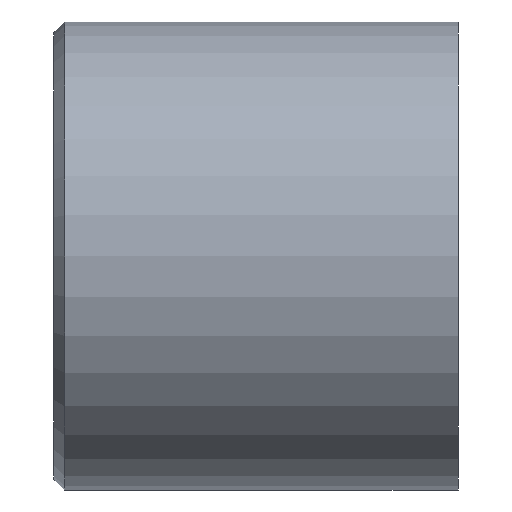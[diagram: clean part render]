
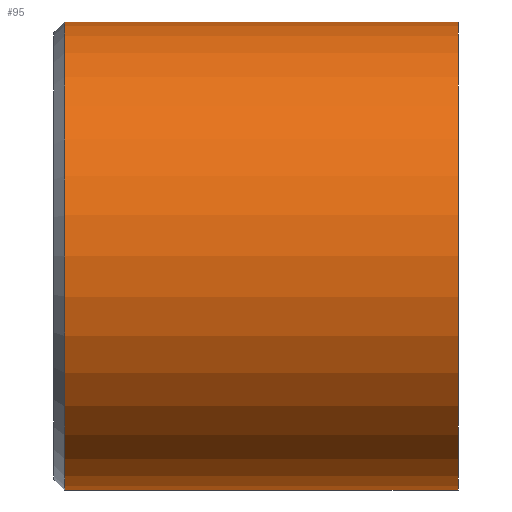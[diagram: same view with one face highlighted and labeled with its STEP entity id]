
A CAD part, front view. The second image highlights one B-rep face of the part: STEP entity #95.
In plain terms, the highlighted cylindrical face has radius 11 mm (diameter 22 mm), a partial arc.
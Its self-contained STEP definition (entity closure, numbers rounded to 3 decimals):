
#2 = VERTEX_POINT ( 'NONE', #165 ) ;
#16 = EDGE_CURVE ( 'NONE', #2, #250, #74, .T. ) ;
#27 = LINE ( 'NONE', #216, #106 ) ;
#44 = ORIENTED_EDGE ( 'NONE', *, *, #16, .T. ) ;
#62 = EDGE_CURVE ( 'NONE', #65, #250, #27, .T. ) ;
#65 = VERTEX_POINT ( 'NONE', #256 ) ;
#67 = AXIS2_PLACEMENT_3D ( 'NONE', #284, #75, #98 ) ;
#74 = CIRCLE ( 'NONE', #111, 11. ) ;
#75 = DIRECTION ( 'NONE',  ( 1., 0., 0. ) ) ;
#76 = FACE_OUTER_BOUND ( 'NONE', #130, .T. ) ;
#90 = EDGE_CURVE ( 'NONE', #231, #65, #218, .T. ) ;
#93 = ORIENTED_EDGE ( 'NONE', *, *, #244, .T. ) ;
#94 = DIRECTION ( 'NONE',  ( 0., 0., -1. ) ) ;
#95 = ADVANCED_FACE ( 'NONE', ( #76 ), #215, .T. ) ;
#98 = DIRECTION ( 'NONE',  ( 0., 0., -1. ) ) ;
#99 = ORIENTED_EDGE ( 'NONE', *, *, #62, .F. ) ;
#105 = CARTESIAN_POINT ( 'NONE',  ( 19., 0., 11. ) ) ;
#106 = VECTOR ( 'NONE', #233, 1000. ) ;
#111 = AXIS2_PLACEMENT_3D ( 'NONE', #117, #283, #94 ) ;
#117 = CARTESIAN_POINT ( 'NONE',  ( 0.5, 0., 0. ) ) ;
#130 = EDGE_LOOP ( 'NONE', ( #99, #296, #93, #44 ) ) ;
#143 = DIRECTION ( 'NONE',  ( -1., 0., 0. ) ) ;
#148 = CARTESIAN_POINT ( 'NONE',  ( 0.5, 0., -11. ) ) ;
#149 = AXIS2_PLACEMENT_3D ( 'NONE', #239, #143, #166 ) ;
#165 = CARTESIAN_POINT ( 'NONE',  ( 0.5, 0., 11. ) ) ;
#166 = DIRECTION ( 'NONE',  ( 0., 0., 1. ) ) ;
#199 = DIRECTION ( 'NONE',  ( -1., 0., 0. ) ) ;
#215 = CYLINDRICAL_SURFACE ( 'NONE', #149, 11. ) ;
#216 = CARTESIAN_POINT ( 'NONE',  ( 19., 0., -11. ) ) ;
#218 = CIRCLE ( 'NONE', #67, 11. ) ;
#220 = LINE ( 'NONE', #105, #276 ) ;
#231 = VERTEX_POINT ( 'NONE', #264 ) ;
#233 = DIRECTION ( 'NONE',  ( -1., 0., 0. ) ) ;
#239 = CARTESIAN_POINT ( 'NONE',  ( 19., 0., 0. ) ) ;
#244 = EDGE_CURVE ( 'NONE', #231, #2, #220, .T. ) ;
#250 = VERTEX_POINT ( 'NONE', #148 ) ;
#256 = CARTESIAN_POINT ( 'NONE',  ( 19., 0., -11. ) ) ;
#264 = CARTESIAN_POINT ( 'NONE',  ( 19., 0., 11. ) ) ;
#276 = VECTOR ( 'NONE', #199, 1000. ) ;
#283 = DIRECTION ( 'NONE',  ( 1., 0., 0. ) ) ;
#284 = CARTESIAN_POINT ( 'NONE',  ( 19., 0., 0. ) ) ;
#296 = ORIENTED_EDGE ( 'NONE', *, *, #90, .F. ) ;
